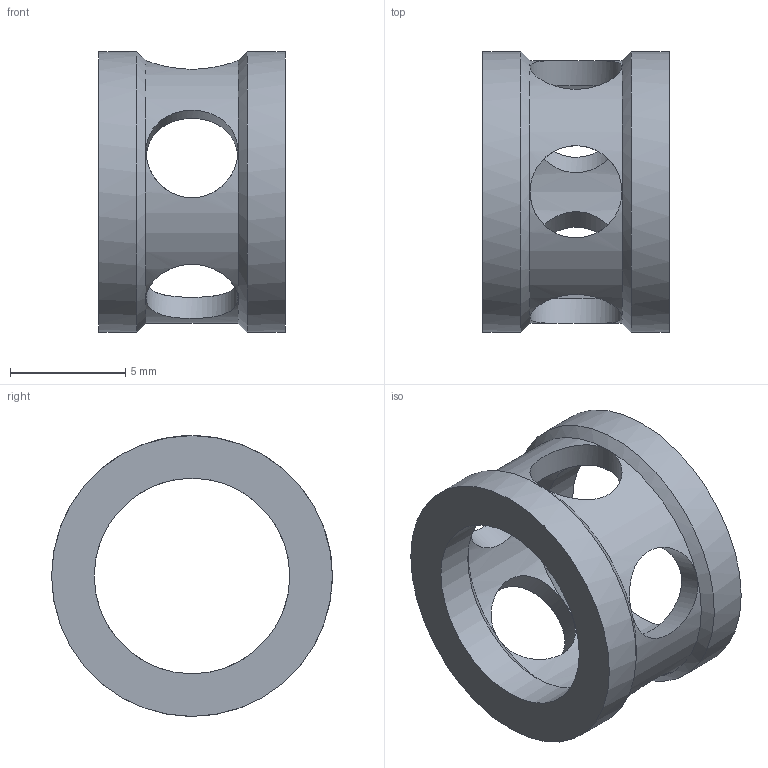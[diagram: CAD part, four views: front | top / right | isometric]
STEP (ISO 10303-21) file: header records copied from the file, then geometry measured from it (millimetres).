
FILE_DESCRIPTION(/* description */ ('www.basicairdata.eu'),/* implementation_level */ '2;1');
FILE_NAME(/* name */ 'FF-8-004 - Element through sealings.stp',/* time_stamp */ '2015-05-18T17:39:11+02:00',/* author */ ('GC'),/* organization */ ('BasicAirData'),/* preprocessor_version */ 'ST-DEVELOPER v16.1',/* originating_system */ 'Autodesk Inventor 2016',/* authorisation */ '');
FILE_SCHEMA (('AUTOMOTIVE_DESIGN { 1 0 10303 214 3 1 1 }'));
Length unit declared in the file: millimetre
Products named in the file (1): FF-8-004 - Element through sealings
Bounding box: 8.1 x 12.2 x 12.2 mm (x, y, z)
Volume: 305.5 mm3; surface area: 609.1 mm2
Topology: 1 solids, 1 shells, 25 faces, 65 edges, 32 vertices
Faces by surface type: cylinder 19, cone 4, plane 2
Full cylindrical faces by diameter (mm): 4 x5, 8.5 x2, 12.2 x2
Entity records: 992 total; most frequent: CARTESIAN_POINT 452, DIRECTION 108, ORIENTED_EDGE 96, AXIS2_PLACEMENT_3D 54, EDGE_CURVE 48, EDGE_LOOP 40, CIRCLE 28, VERTEX_POINT 28
